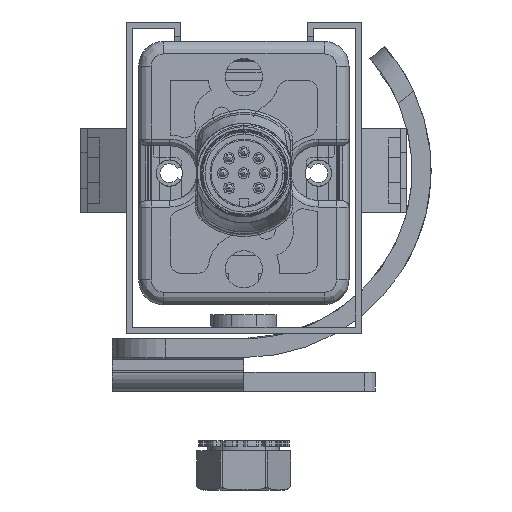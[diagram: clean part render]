
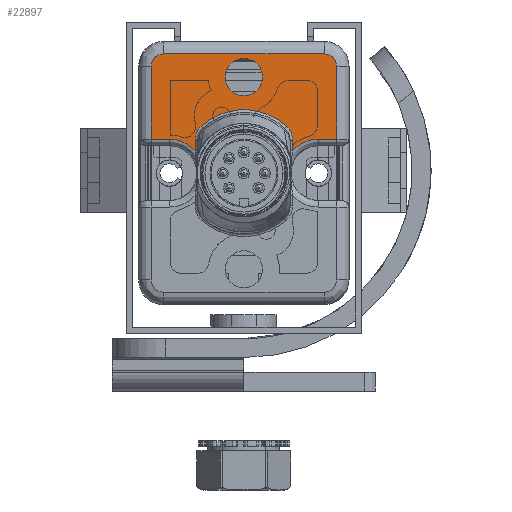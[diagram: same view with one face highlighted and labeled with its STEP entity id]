
A CAD part, front view. The second image highlights one B-rep face of the part: STEP entity #22897.
In plain terms, the highlighted planar face has unit normal (0, -1, 0).
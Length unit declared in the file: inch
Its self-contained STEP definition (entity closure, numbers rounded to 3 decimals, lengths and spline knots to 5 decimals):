
#6638=CARTESIAN_POINT('',(0.14173,-61.14173,
0.78179));
#6639=DIRECTION('',(0.,1.,0.));
#6640=DIRECTION('',(0.673,0.,0.74));
#6641=AXIS2_PLACEMENT_3D('',#6638,#6639,#6640);
#6643=CARTESIAN_POINT('',(0.,-61.14173,0.62598));
#6644=DIRECTION('',(0.,1.,0.));
#6645=DIRECTION('',(-0.673,0.,0.74));
#6646=AXIS2_PLACEMENT_3D('',#6643,#6644,#6645);
#6648=CARTESIAN_POINT('',(-0.14173,-61.14173,
0.78179));
#6649=DIRECTION('',(0.,1.,0.));
#6650=DIRECTION('',(-1.,0.,0.));
#6651=AXIS2_PLACEMENT_3D('',#6648,#6649,#6650);
#6653=DIRECTION('',(0.,0.,1.));
#6654=VECTOR('',#6653,0.05017);
#6655=CARTESIAN_POINT('',(-0.23228,-61.14173,
0.73163));
#6656=LINE('',#6655,#6654);
#6657=CARTESIAN_POINT('',(-0.35433,-61.14173,
0.62598));
#6658=DIRECTION('',(0.,1.,0.));
#6659=DIRECTION('',(0.,0.,1.));
#6660=AXIS2_PLACEMENT_3D('',#6657,#6658,#6659);
#6662=DIRECTION('',(1.,0.,0.));
#6663=VECTOR('',#6662,0.08661);
#6664=CARTESIAN_POINT('',(-0.44094,-61.14173,
0.7874));
#6665=LINE('',#6664,#6663);
#6666=DIRECTION('',(0.,0.,-1.));
#6667=VECTOR('',#6666,0.34646);
#6668=CARTESIAN_POINT('',(-0.44094,-61.14173,
1.13386));
#6669=LINE('',#6668,#6667);
#6670=CARTESIAN_POINT('',(-0.38189,-61.14173,
1.13386));
#6671=DIRECTION('',(0.,-1.,0.));
#6672=DIRECTION('',(0.,0.,1.));
#6673=AXIS2_PLACEMENT_3D('',#6670,#6671,#6672);
#6675=DIRECTION('',(-1.,0.,0.));
#6676=VECTOR('',#6675,0.76378);
#6677=CARTESIAN_POINT('',(0.38189,-61.14173,
1.19291));
#6678=LINE('',#6677,#6676);
#6679=CARTESIAN_POINT('',(0.38189,-61.14173,
1.13386));
#6680=DIRECTION('',(0.,-1.,0.));
#6681=DIRECTION('',(1.,0.,0.));
#6682=AXIS2_PLACEMENT_3D('',#6679,#6680,#6681);
#6684=DIRECTION('',(0.,0.,1.));
#6685=VECTOR('',#6684,0.34646);
#6686=CARTESIAN_POINT('',(0.44094,-61.14173,
0.7874));
#6687=LINE('',#6686,#6685);
#6688=DIRECTION('',(1.,0.,0.));
#6689=VECTOR('',#6688,0.08661);
#6690=CARTESIAN_POINT('',(0.35433,-61.14173,
0.7874));
#6691=LINE('',#6690,#6689);
#6692=CARTESIAN_POINT('',(0.35433,-61.14173,
0.62598));
#6693=DIRECTION('',(0.,1.,0.));
#6694=DIRECTION('',(-0.756,0.,0.654));
#6695=AXIS2_PLACEMENT_3D('',#6692,#6693,#6694);
#6697=DIRECTION('',(0.,0.,-1.));
#6698=VECTOR('',#6697,0.05017);
#6699=CARTESIAN_POINT('',(0.23228,-61.14173,
0.78179));
#6700=LINE('',#6699,#6698);
#6701=CARTESIAN_POINT('',(0.,-61.14173,1.08268));
#6702=DIRECTION('',(0.,-1.,0.));
#6703=DIRECTION('',(1.,0.,0.));
#6704=AXIS2_PLACEMENT_3D('',#6701,#6702,#6703);
#6706=CARTESIAN_POINT('',(0.,-61.14173,1.08268));
#6707=DIRECTION('',(0.,-1.,0.));
#6708=DIRECTION('',(-1.,0.,0.));
#6709=AXIS2_PLACEMENT_3D('',#6706,#6707,#6708);
#6987=CARTESIAN_POINT('',(-0.23228,-61.14173,
0.73163));
#15199=CARTESIAN_POINT('',(-0.38189,-61.14173,
1.19291));
#15200=CARTESIAN_POINT('',(-0.44094,-61.14173,
1.13386));
#15201=VERTEX_POINT('',#15199);
#15202=VERTEX_POINT('',#15200);
#15207=CARTESIAN_POINT('',(0.38189,-61.14173,
1.19291));
#15208=VERTEX_POINT('',#15207);
#15211=CARTESIAN_POINT('',(0.44094,-61.14173,
1.13386));
#15212=VERTEX_POINT('',#15211);
#15255=CARTESIAN_POINT('',(0.44094,-61.14173,
0.7874));
#15256=VERTEX_POINT('',#15255);
#15259=CARTESIAN_POINT('',(0.35433,-61.14173,
0.7874));
#15260=VERTEX_POINT('',#15259);
#15287=CARTESIAN_POINT('',(-0.44094,-61.14173,
0.7874));
#15288=VERTEX_POINT('',#15287);
#15291=CARTESIAN_POINT('',(-0.35433,-61.14173,
0.7874));
#15292=VERTEX_POINT('',#15291);
#15323=CARTESIAN_POINT('',(0.20266,-61.14173,
0.84878));
#15324=CARTESIAN_POINT('',(0.23228,-61.14173,
0.78179));
#15325=VERTEX_POINT('',#15323);
#15326=VERTEX_POINT('',#15324);
#15329=CARTESIAN_POINT('',(0.23228,-61.14173,
0.73163));
#15330=VERTEX_POINT('',#15329);
#15354=VERTEX_POINT('',#6987);
#15357=CARTESIAN_POINT('',(-0.23228,-61.14173,
0.78179));
#15358=VERTEX_POINT('',#15357);
#15361=CARTESIAN_POINT('',(-0.20266,-61.14173,
0.84878));
#15362=VERTEX_POINT('',#15361);
#15371=CARTESIAN_POINT('',(0.0885,-61.14173,1.08268));
#15372=CARTESIAN_POINT('',(-0.0885,-61.14173,1.08268));
#15373=VERTEX_POINT('',#15371);
#15374=VERTEX_POINT('',#15372);
#22858=CARTESIAN_POINT('',(0.,-61.14173,0.));
#22859=DIRECTION('',(0.,-1.,0.));
#22860=DIRECTION('',(1.,0.,0.));
#22861=AXIS2_PLACEMENT_3D('',#22858,#22859,#22860);
#22862=PLANE('',#22861);
#22864=ORIENTED_EDGE('',*,*,#22863,.F.);
#22866=ORIENTED_EDGE('',*,*,#22865,.F.);
#22868=ORIENTED_EDGE('',*,*,#22867,.F.);
#22870=ORIENTED_EDGE('',*,*,#22869,.F.);
#22872=ORIENTED_EDGE('',*,*,#22871,.F.);
#22874=ORIENTED_EDGE('',*,*,#22873,.F.);
#22876=ORIENTED_EDGE('',*,*,#22875,.F.);
#22878=ORIENTED_EDGE('',*,*,#22877,.F.);
#22880=ORIENTED_EDGE('',*,*,#22879,.F.);
#22881=ORIENTED_EDGE('',*,*,#22848,.F.);
#22883=ORIENTED_EDGE('',*,*,#22882,.F.);
#22885=ORIENTED_EDGE('',*,*,#22884,.F.);
#22886=ORIENTED_EDGE('',*,*,#19977,.F.);
#22888=ORIENTED_EDGE('',*,*,#22887,.F.);
#22889=EDGE_LOOP('',(#22864,#22866,#22868,#22870,#22872,#22874,#22876,#22878,
#22880,#22881,#22883,#22885,#22886,#22888));
#22890=FACE_OUTER_BOUND('',#22889,.F.);
#22892=ORIENTED_EDGE('',*,*,#22891,.T.);
#22894=ORIENTED_EDGE('',*,*,#22893,.T.);
#22895=EDGE_LOOP('',(#22892,#22894));
#22896=FACE_BOUND('',#22895,.F.);
#22897=ADVANCED_FACE('',(#22890,#22896),#22862,.T.);
#6642=CIRCLE('',#6641,0.09055);
#6647=CIRCLE('',#6646,0.30118);
#6652=CIRCLE('',#6651,0.09055);
#6661=CIRCLE('',#6660,0.16142);
#6674=CIRCLE('',#6673,0.05906);
#6683=CIRCLE('',#6682,0.05906);
#6696=CIRCLE('',#6695,0.16142);
#6705=CIRCLE('',#6704,0.0885);
#6710=CIRCLE('',#6709,0.0885);
#19977=EDGE_CURVE('',#15330,#15260,#6696,.T.);
#22848=EDGE_CURVE('',#15212,#15208,#6683,.T.);
#22863=EDGE_CURVE('',#15325,#15326,#6642,.T.);
#22865=EDGE_CURVE('',#15362,#15325,#6647,.T.);
#22867=EDGE_CURVE('',#15358,#15362,#6652,.T.);
#22869=EDGE_CURVE('',#15354,#15358,#6656,.T.);
#22871=EDGE_CURVE('',#15292,#15354,#6661,.T.);
#22873=EDGE_CURVE('',#15288,#15292,#6665,.T.);
#22875=EDGE_CURVE('',#15202,#15288,#6669,.T.);
#22877=EDGE_CURVE('',#15201,#15202,#6674,.T.);
#22879=EDGE_CURVE('',#15208,#15201,#6678,.T.);
#22882=EDGE_CURVE('',#15256,#15212,#6687,.T.);
#22884=EDGE_CURVE('',#15260,#15256,#6691,.T.);
#22887=EDGE_CURVE('',#15326,#15330,#6700,.T.);
#22891=EDGE_CURVE('',#15373,#15374,#6705,.T.);
#22893=EDGE_CURVE('',#15374,#15373,#6710,.T.);
